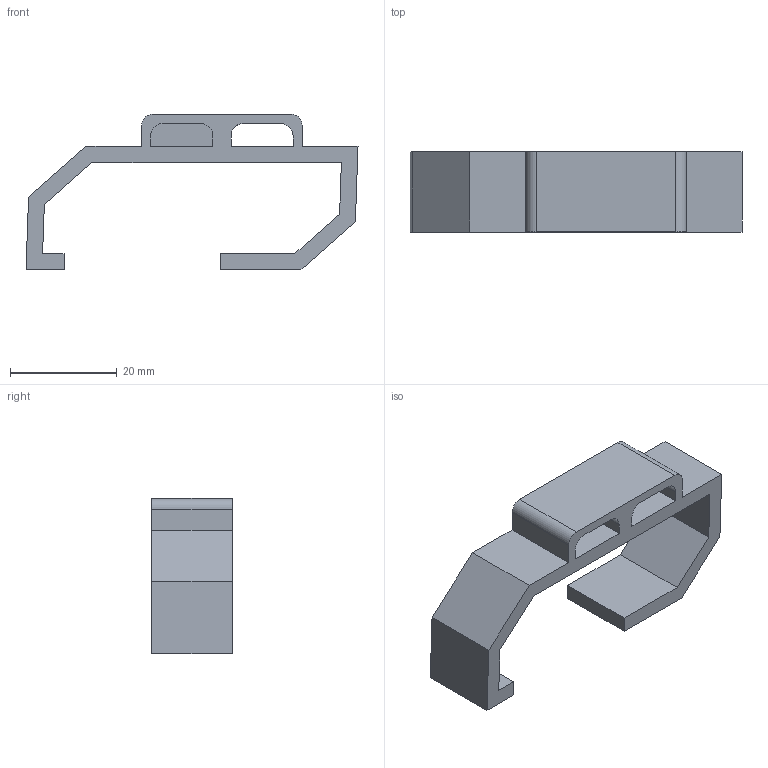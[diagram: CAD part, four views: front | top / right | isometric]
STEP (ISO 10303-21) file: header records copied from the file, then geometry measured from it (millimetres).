
FILE_DESCRIPTION(/* description */ (''),/* implementation_level */ '2;1');
FILE_NAME(/* name */ 'SV06_lighting_mount_right.step',/* time_stamp */ '2024-02-10T00:00:00.000Z',/* author */ (''),/* organization */ (''),/* preprocessor_version */ 'ST-DEVELOPER v20',/* originating_system */ 'Autodesk Translation Framework v12.14.0.127',/* authorisation */ '');
FILE_SCHEMA (('AUTOMOTIVE_DESIGN { 1 0 10303 214 3 1 1 }'));
Length unit declared in the file: millimetre
Products named in the file (1): LED Strip Mount
Bounding box: 62.08 x 15 x 29.02 mm (x, y, z)
Volume: 6655.5 mm3; surface area: 5557.2 mm2
Topology: 1 solids, 1 shells, 37 faces, 102 edges, 68 vertices
Faces by surface type: plane 31, cylinder 4, bspline 2
Entity records: 1226 total; most frequent: CARTESIAN_POINT 258, ORIENTED_EDGE 204, DIRECTION 178, EDGE_CURVE 102, LINE 90, VECTOR 90, VERTEX_POINT 68, AXIS2_PLACEMENT_3D 44
